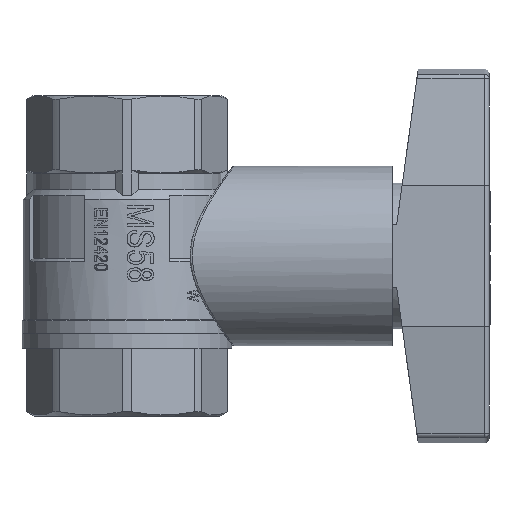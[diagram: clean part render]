
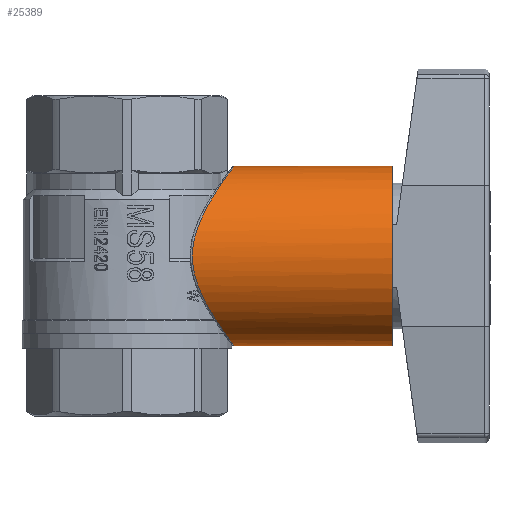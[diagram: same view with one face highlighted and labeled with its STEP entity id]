
A CAD part, front view. The second image highlights one B-rep face of the part: STEP entity #25389.
In plain terms, the highlighted cylindrical face has radius 19 mm (diameter 38 mm), a full revolution.
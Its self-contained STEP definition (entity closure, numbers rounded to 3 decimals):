
#6428=B_SPLINE_CURVE_WITH_KNOTS('',3,(#57543,#57544,#57545,#57546,#57547,
#57548,#57549,#57550,#57551,#57552,#57553,#57554,#57555,#57556,#57557,#57558,
#57559,#57560,#57561,#57562,#57563,#57564,#57565,#57566,#57567,#57568,#57569,
#57570,#57571,#57572,#57573,#57574,#57575),.UNSPECIFIED.,.T.,.F.,(1,1,1,
1,1,1,1,1,1,1,1,1,1,1,1,1,1,1,1,1,1,1,1,1,1,1,1,1,1,1,1,1,1,1,1,1,1),(-0.012,
-0.008,-0.004,0.,0.004,
0.008,0.012,0.016,0.023,
0.027,0.031,0.035,0.039,
0.043,0.047,0.051,0.055,
0.059,0.063,0.066,0.07,
0.074,0.078,0.086,0.09,
0.094,0.098,0.102,0.105,
0.109,0.113,0.117,0.121,
0.125,0.129,0.133,0.137),
 .UNSPECIFIED.);
#14036=ORIENTED_EDGE('',*,*,#17837,.T.);
#14037=ORIENTED_EDGE('',*,*,#17838,.F.);
#17837=EDGE_CURVE('',#20384,#20384,#6428,.T.);
#17838=EDGE_CURVE('',#20385,#20385,#20777,.T.);
#20384=VERTEX_POINT('',#57576);
#20385=VERTEX_POINT('',#57578);
#20777=CIRCLE('',#36561,19.);
#22311=EDGE_LOOP('',(#14036));
#22312=EDGE_LOOP('',(#14037));
#23856=FACE_BOUND('',#22311,.T.);
#23857=FACE_BOUND('',#22312,.T.);
#23999=CYLINDRICAL_SURFACE('',#36560,19.);
#25389=ADVANCED_FACE('',(#23856,#23857),#23999,.T.);
#36560=AXIS2_PLACEMENT_3D('',#57542,#45003,#45004);
#36561=AXIS2_PLACEMENT_3D('',#57577,#45005,#45006);
#45003=DIRECTION('',(0.,-1.,0.));
#45004=DIRECTION('',(0.,0.,-1.));
#45005=DIRECTION('',(0.,1.,0.));
#45006=DIRECTION('',(1.,0.,0.));
#57542=CARTESIAN_POINT('',(0.,42.86,0.));
#57543=CARTESIAN_POINT('',(9.32,7.647,-16.696));
#57544=CARTESIAN_POINT('',(5.817,8.773,-18.224));
#57545=CARTESIAN_POINT('',(2.011,9.382,-19.029));
#57546=CARTESIAN_POINT('',(-1.957,9.388,-19.036));
#57547=CARTESIAN_POINT('',(-5.787,8.779,-18.233));
#57548=CARTESIAN_POINT('',(-10.425,7.299,-16.223));
#57549=CARTESIAN_POINT('',(-14.138,5.11,-13.071));
#57550=CARTESIAN_POINT('',(-16.781,2.898,-9.148));
#57551=CARTESIAN_POINT('',(-18.229,1.42,-5.779));
#57552=CARTESIAN_POINT('',(-19.031,0.468,-2.006));
#57553=CARTESIAN_POINT('',(-19.034,0.465,1.982));
#57554=CARTESIAN_POINT('',(-18.233,1.415,5.763));
#57555=CARTESIAN_POINT('',(-16.802,2.879,9.109));
#57556=CARTESIAN_POINT('',(-14.81,4.548,12.077));
#57557=CARTESIAN_POINT('',(-12.323,6.184,14.609));
#57558=CARTESIAN_POINT('',(-9.314,7.65,16.7));
#57559=CARTESIAN_POINT('',(-5.837,8.767,18.217));
#57560=CARTESIAN_POINT('',(-2.025,9.381,19.028));
#57561=CARTESIAN_POINT('',(1.931,9.389,19.038));
#57562=CARTESIAN_POINT('',(5.769,8.784,18.24));
#57563=CARTESIAN_POINT('',(10.419,7.302,16.226));
#57564=CARTESIAN_POINT('',(14.123,5.122,13.091));
#57565=CARTESIAN_POINT('',(16.784,2.895,9.142));
#57566=CARTESIAN_POINT('',(18.224,1.425,5.791));
#57567=CARTESIAN_POINT('',(19.031,0.469,2.013));
#57568=CARTESIAN_POINT('',(19.034,0.464,-1.977));
#57569=CARTESIAN_POINT('',(18.236,1.412,-5.756));
#57570=CARTESIAN_POINT('',(16.796,2.883,-9.118));
#57571=CARTESIAN_POINT('',(14.818,4.542,-12.068));
#57572=CARTESIAN_POINT('',(12.31,6.191,-14.62));
#57573=CARTESIAN_POINT('',(9.32,7.647,-16.696));
#57574=CARTESIAN_POINT('',(5.817,8.773,-18.224));
#57575=CARTESIAN_POINT('',(2.011,9.382,-19.029));
#57576=CARTESIAN_POINT('',(5.766,8.687,-18.104));
#57577=CARTESIAN_POINT('',(0.,42.86,0.));
#57578=CARTESIAN_POINT('',(19.,42.86,0.));
